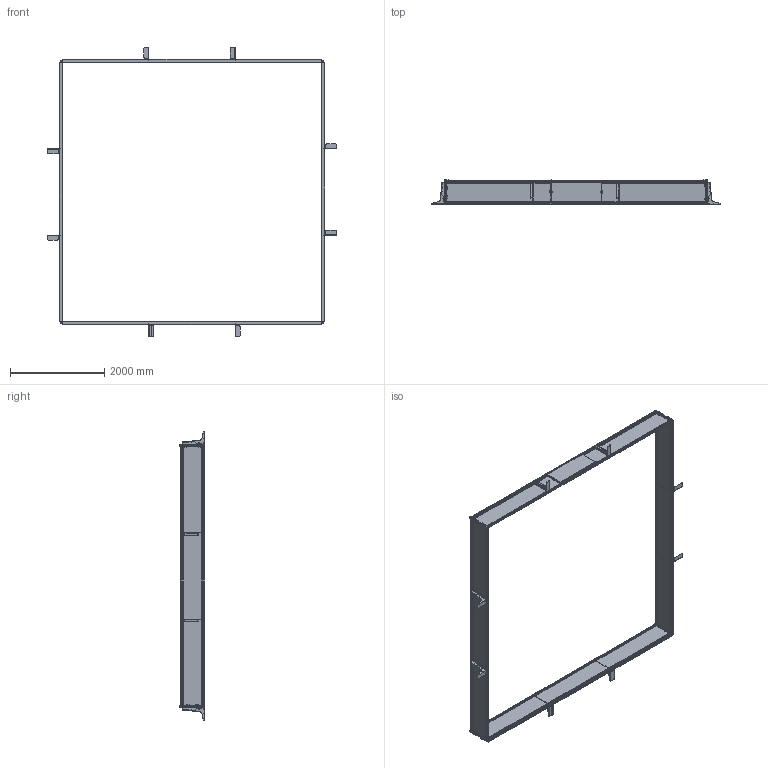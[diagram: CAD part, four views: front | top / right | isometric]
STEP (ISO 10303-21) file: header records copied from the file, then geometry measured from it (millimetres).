
FILE_DESCRIPTION (( 'STEP AP214' ), '1' );
FILE_NAME ('am-4546 FRC Home Practice Perimeter.STEP', '2021-04-14T13:55:45', ( '' ), ( '' ), 'SwSTEP 2.0', 'SolidWorks 2019', '' );
FILE_SCHEMA (( 'AUTOMOTIVE_DESIGN' ));
Length unit declared in the file: inch
Products named in the file (53): am-1353 aluminum rivet 1875 875-1000 grip; ip-2803_poly End Side Rail Polycarbonate without edge holes; am-2801_12 Side Rail Link Pipe; Hinge spacer; Home Field Coner Outset Sockets; 2 in. wide 10 long hook placeholder; ip-2802_poly Gate Polycarbonate; am-0283 Brass Bushing; am-2801 Side Rail Section; ip-2802-19 Mag Plate; ip-2802_19 42inch Hinge; ip-2802-25 42inch Hinge Pin; am-2801_11 Side Rail Top Extrusion; am-2804-03_home; 2 in. wide 72 long hook placeholder; am-2810 Outrigger; Corner Pin Handle; am-2802-16 Gate Rail Bottom Extrusion; Corner Pin; Knife Hinge half_Flat Hinge; am-4546 FRC Home Practice Perimeter; am-2802 Gate Rail Section; 10-32 Nylock Jam Nut_90633A411; Home Field Coner Inset Sockets; Corner Pin Base; am-2802-15 Gate Rail Top Long Extrusion; 316 rivet; 2018 am-2801_12 Side Rail Link Pipe; am-2802-14 Gate Rail Top Short Extrusion; ip-2801_poly Side Rail Polycarbonate; am-2801_13 Side Rail Bottom Extrusion; am-2820 Knife hinge; am-1352 steel rivet 1875 625-750 grip; am-1340 316 rivet; am-2802-20 Slide Lock; ip-2802-25 42inch Hinge Half; ip-2802-17 Ramp Plate; Outside Ramp Plate; am-2810a FRC Perimeter Outrigger Anodized with Velcro; am-1226 steel rivet 1875 125-250 grip
Assembly tree (432 placements, depth 4):
  am-4546 FRC Home Practice Perimeter
    am-2801 Side Rail Section
      am-2801_11 Side Rail Top Extrusion
      am-2801_13 Side Rail Bottom Extrusion
      ip-2801_poly Side Rail Polycarbonate
      am-1340 316 rivet  x14
      am-2801_12 Side Rail Link Pipe  x2
      2 in. wide 72 long hook placeholder
    am-2801 Side Rail Section
      am-2801_11 Side Rail Top Extrusion
      am-2801_13 Side Rail Bottom Extrusion
      ip-2801_poly Side Rail Polycarbonate
      am-1340 316 rivet  x14
      am-2801_12 Side Rail Link Pipe  x2
      2 in. wide 72 long hook placeholder
    am-2801 Side Rail Section
      am-2801_11 Side Rail Top Extrusion
      am-2801_13 Side Rail Bottom Extrusion
      ip-2801_poly Side Rail Polycarbonate
      am-1340 316 rivet  x14
      am-2801_12 Side Rail Link Pipe  x2
      2 in. wide 72 long hook placeholder
    am-2802 Gate Rail Section
      am-2802-16 Gate Rail Bottom Extrusion
      ip-2802_poly Gate Polycarbonate  x4
      am-2802-14 Gate Rail Top Short Extrusion  x2
      ip-2802_19 42inch Hinge
        ip-2802-25 42inch Hinge Half  x2
        ip-2802-25 42inch Hinge Pin
      ip-2802_19 42inch Hinge
        ip-2802-25 42inch Hinge Half  x2
        ip-2802-25 42inch Hinge Pin
      ip-2802-17 Ramp Plate
      am-2802-15 Gate Rail Top Long Extrusion
      am-2820 Knife hinge
        Knife Hinge half_Flat Hinge  x2
      am-2820 Knife hinge
        Knife Hinge half_Flat Hinge  x2
      am-1340 316 rivet  x34
      ip-2802-19 Mag Plate  x2
      am-2802-20 Slide Lock
      am-0283 Brass Bushing
      am-2801_12 Side Rail Link Pipe  x2
      Hinge spacer
      10-32 Nylock Jam Nut_90633A411
      am-1352 steel rivet 1875 625-750 grip  x4
      am-1353 aluminum rivet 1875 875-1000 grip  x4
      am-1226 steel rivet 1875 125-250 grip  x46
      Outside Ramp Plate
      2 in. wide 72 long hook placeholder
    am-2810a FRC Perimeter Outrigger Anodized with Velcro
      am-2810 Outrigger
      2 in. wide 10 long hook placeholder  x2
    am-2810 Outrigger  x7
    Home Field Coner Outset Sockets
      am-2801_11 Side Rail Top Extrusion
      ip-2803_poly End Side Rail Polycarbonate without edge holes
      am-2801_13 Side Rail Bottom Extrusion
      am-2804-03_home  x2
      2018 am-2801_12 Side Rail Link Pipe  x2
Bounding box: 6138.47 x 533.99 x 6138.85 mm (x, y, z)
Volume: 93095141.7 mm3; surface area: 46187439.9 mm2
Topology: 412 solids, 412 shells, 9328 faces, 24442 edges, 16134 vertices
Faces by surface type: cylinder 4886, plane 3767, torus 494, cone 181
Entity records: 53740 total; most frequent: CARTESIAN_POINT 10617, DIRECTION 9134, ORIENTED_EDGE 7892, EDGE_CURVE 3946, AXIS2_PLACEMENT_3D 3447, VERTEX_POINT 2596, LINE 2240, VECTOR 2240
